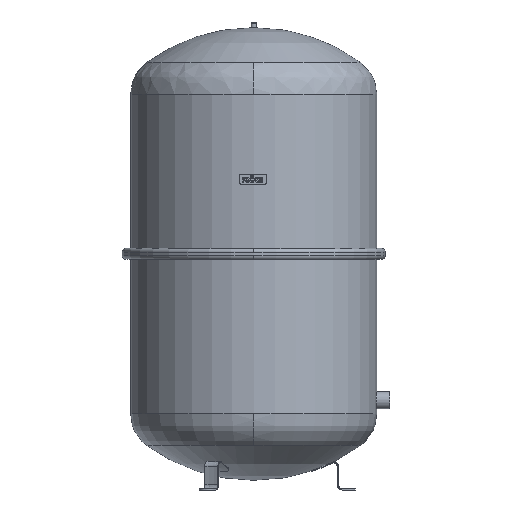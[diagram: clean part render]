
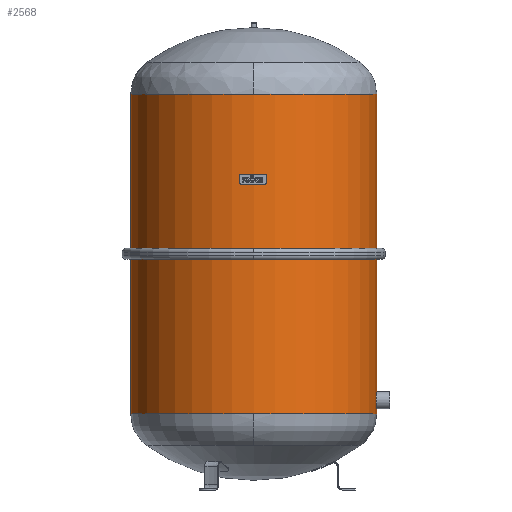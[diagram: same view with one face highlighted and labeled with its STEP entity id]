
A CAD part, front view. The second image highlights one B-rep face of the part: STEP entity #2568.
In plain terms, the highlighted cylindrical face has radius 240 mm (diameter 480 mm), a partial arc.
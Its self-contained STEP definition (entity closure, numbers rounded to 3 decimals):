
#2527=CARTESIAN_POINT('',(0.0,0.0,460.));
#2528=DIRECTION('',(0.0,0.0,1.0));
#2529=DIRECTION('',(1.0,0.0,0.0));
#2530=AXIS2_PLACEMENT_3D('',#2527,#2528,#2529);
#2531=CYLINDRICAL_SURFACE('',#2530,240.0);
#2532=CARTESIAN_POINT('',(240.0,0.0,771.0));
#2533=VERTEX_POINT('',#2532);
#2534=CARTESIAN_POINT('',(240.0,0.0,149.));
#2535=VERTEX_POINT('',#2534);
#2536=CARTESIAN_POINT('',(240.0,0.0,771.0));
#2537=DIRECTION('',(0.0,0.0,-1.0));
#2538=VECTOR('',#2537,622.0);
#2539=LINE('',#2536,#2538);
#2540=EDGE_CURVE('',#2533,#2535,#2539,.T.);
#2541=ORIENTED_EDGE('',*,*,#2540,.F.);
#2542=CARTESIAN_POINT('',(-240.0,0.,771.0));
#2543=VERTEX_POINT('',#2542);
#2544=CARTESIAN_POINT('',(0.0,0.0,771.0));
#2545=DIRECTION('',(0.0,0.0,1.0));
#2546=DIRECTION('',(1.0,0.0,0.0));
#2547=AXIS2_PLACEMENT_3D('',#2544,#2545,#2546);
#2548=CIRCLE('',#2547,240.0);
#2549=EDGE_CURVE('',#2543,#2533,#2548,.T.);
#2550=ORIENTED_EDGE('',*,*,#2549,.F.);
#2551=CARTESIAN_POINT('',(-240.0,0.,149.));
#2552=VERTEX_POINT('',#2551);
#2553=CARTESIAN_POINT('',(-240.0,0.,771.0));
#2554=DIRECTION('',(0.0,0.0,-1.0));
#2555=VECTOR('',#2554,622.0);
#2556=LINE('',#2553,#2555);
#2557=EDGE_CURVE('',#2543,#2552,#2556,.T.);
#2558=ORIENTED_EDGE('',*,*,#2557,.T.);
#2559=CARTESIAN_POINT('',(0.0,0.0,149.));
#2560=DIRECTION('',(0.0,0.0,-1.0));
#2561=DIRECTION('',(1.0,0.0,0.0));
#2562=AXIS2_PLACEMENT_3D('',#2559,#2560,#2561);
#2563=CIRCLE('',#2562,240.0);
#2564=EDGE_CURVE('',#2535,#2552,#2563,.T.);
#2565=ORIENTED_EDGE('',*,*,#2564,.F.);
#2566=EDGE_LOOP('',(#2541,#2550,#2558,#2565));
#2567=FACE_OUTER_BOUND('',#2566,.T.);
#2568=ADVANCED_FACE('',(#2567),#2531,.T.);
